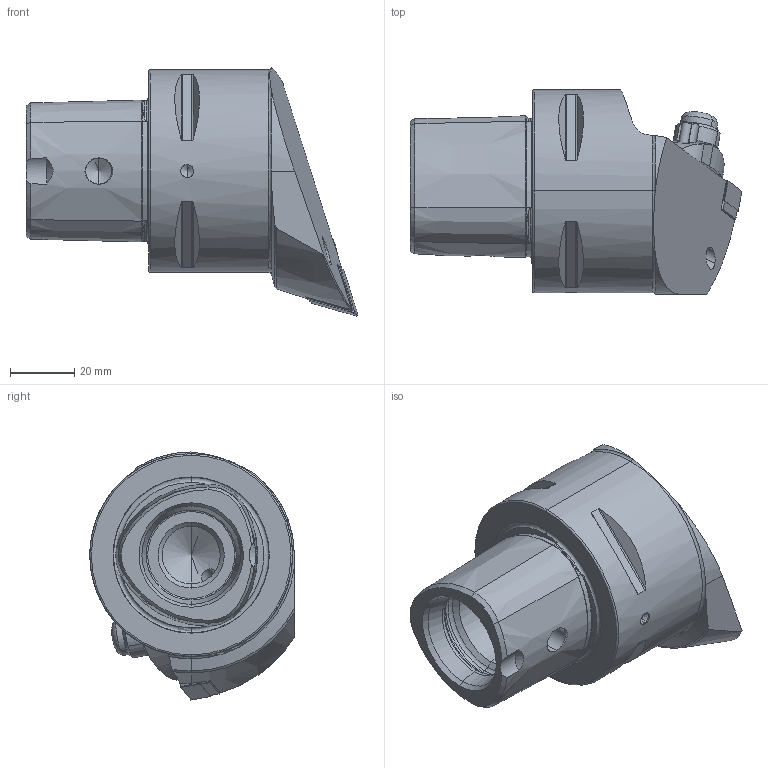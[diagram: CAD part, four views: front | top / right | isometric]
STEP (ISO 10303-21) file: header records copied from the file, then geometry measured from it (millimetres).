
FILE_DESCRIPTION (( 'STEP AP203' ), '1' );
FILE_NAME ('PS6-KDF.RHA.065.STEP', '2013-06-24T08:56:09', ( 'baer' ), ( 'Hewlett-Packard Company' ), 'SwSTEP 2.0', 'SolidWorks 2012', '' );
FILE_SCHEMA (( 'CONFIG_CONTROL_DESIGN' ));
Length unit declared in the file: millimetre
Products named in the file (10): KVT_MB_600_060; WCC-ER4.103.032_A; WDF-ER2.101.003_A; WCC-ER5.102.012_B; DNMG150604; WCC-ER5.102.005_A; PS6-KDF.RHA.065_A; WCC-ER3.102.024_C; ISO 13337 - 3 x 12_PreviewCfg; PS6-KDF.RHA.065
Assembly tree (9 placements, depth 2):
  PS6-KDF.RHA.065
    PS6-KDF.RHA.065_A
    KVT_MB_600_060
    WCC-ER4.103.032_A
    WDF-ER2.101.003_A
    WCC-ER5.102.012_B
    DNMG150604
    WCC-ER5.102.005_A
    WCC-ER3.102.024_C
    ISO 13337 - 3 x 12_PreviewCfg
Bounding box: 103 x 63.5 x 77 mm (x, y, z)
Volume: 167485.3 mm3; surface area: 32899.2 mm2
Topology: 10 solids, 10 shells, 397 faces, 958 edges, 572 vertices
Faces by surface type: cone 122, cylinder 112, plane 92, torus 56, bspline 13, sphere 2
Entity records: 13866 total; most frequent: CARTESIAN_POINT 3827, DIRECTION 1915, ORIENTED_EDGE 1874, EDGE_CURVE 937, AXIS2_PLACEMENT_3D 782, VERTEX_POINT 569, EDGE_LOOP 428, FACE_OUTER_BOUND 397
